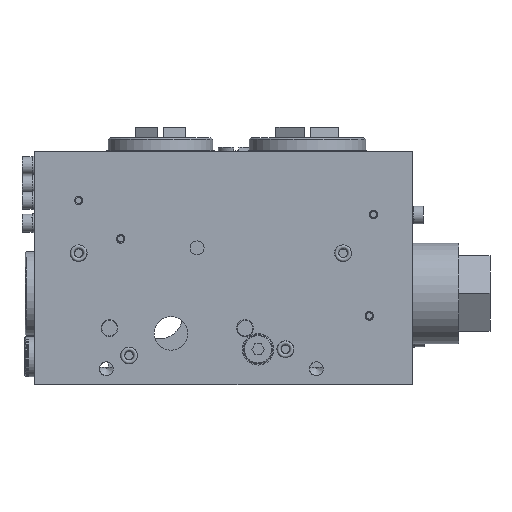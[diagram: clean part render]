
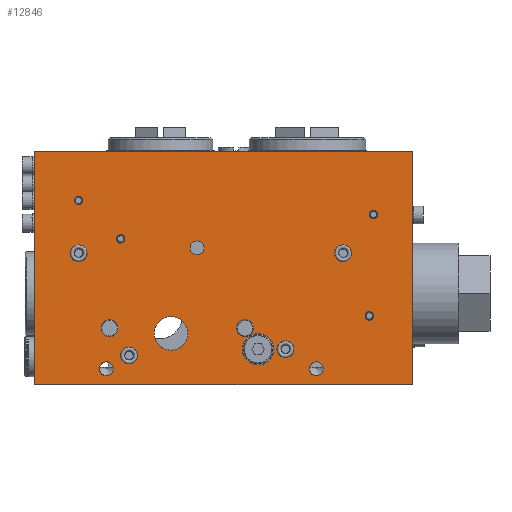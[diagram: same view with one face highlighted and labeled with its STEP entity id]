
A CAD part, front view. The second image highlights one B-rep face of the part: STEP entity #12846.
In plain terms, the highlighted planar face has unit normal (0, -1, 0).
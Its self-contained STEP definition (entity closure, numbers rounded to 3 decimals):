
#400=PLANE('',#13848);
#921=CIRCLE('',#13643,2.);
#923=CIRCLE('',#13646,2.);
#925=CIRCLE('',#13649,2.);
#929=CIRCLE('',#13655,3.324);
#931=CIRCLE('',#13659,3.324);
#933=CIRCLE('',#13663,3.324);
#937=CIRCLE('',#13669,2.);
#939=CIRCLE('',#13672,4.);
#941=CIRCLE('',#13675,4.);
#943=CIRCLE('',#13678,8.);
#945=CIRCLE('',#13681,7.5);
#1059=CIRCLE('',#13849,3.9);
#1060=CIRCLE('',#13850,3.9);
#1061=CIRCLE('',#13851,3.9);
#1062=CIRCLE('',#13852,3.9);
#1820=ORIENTED_EDGE('',*,*,#3993,.T.);
#1821=ORIENTED_EDGE('',*,*,#3994,.T.);
#1822=ORIENTED_EDGE('',*,*,#3772,.T.);
#1823=ORIENTED_EDGE('',*,*,#3770,.T.);
#1824=ORIENTED_EDGE('',*,*,#3768,.T.);
#1825=ORIENTED_EDGE('',*,*,#3766,.T.);
#1826=ORIENTED_EDGE('',*,*,#3764,.F.);
#1827=ORIENTED_EDGE('',*,*,#3995,.T.);
#1828=ORIENTED_EDGE('',*,*,#3760,.T.);
#1829=ORIENTED_EDGE('',*,*,#3755,.T.);
#1830=ORIENTED_EDGE('',*,*,#3750,.T.);
#1831=ORIENTED_EDGE('',*,*,#3996,.T.);
#1832=ORIENTED_EDGE('',*,*,#3746,.T.);
#1833=ORIENTED_EDGE('',*,*,#3744,.T.);
#1834=ORIENTED_EDGE('',*,*,#3742,.T.);
#1835=ORIENTED_EDGE('',*,*,#3975,.T.);
#1836=ORIENTED_EDGE('',*,*,#3944,.T.);
#1837=ORIENTED_EDGE('',*,*,#3906,.T.);
#1838=ORIENTED_EDGE('',*,*,#3978,.T.);
#3742=EDGE_CURVE('',#4859,#4859,#921,.T.);
#3744=EDGE_CURVE('',#4861,#4861,#923,.T.);
#3746=EDGE_CURVE('',#4863,#4863,#925,.T.);
#3750=EDGE_CURVE('',#4867,#4867,#929,.T.);
#3755=EDGE_CURVE('',#4871,#4871,#931,.T.);
#3760=EDGE_CURVE('',#4875,#4875,#933,.T.);
#3764=EDGE_CURVE('',#4879,#4879,#937,.T.);
#3766=EDGE_CURVE('',#4881,#4881,#939,.T.);
#3768=EDGE_CURVE('',#4883,#4883,#941,.T.);
#3770=EDGE_CURVE('',#4885,#4885,#943,.T.);
#3772=EDGE_CURVE('',#4887,#4887,#945,.T.);
#3906=EDGE_CURVE('',#5004,#5005,#5788,.T.);
#3944=EDGE_CURVE('',#5041,#5004,#5816,.T.);
#3975=EDGE_CURVE('',#5067,#5041,#5827,.T.);
#3978=EDGE_CURVE('',#5005,#5067,#5830,.T.);
#3993=EDGE_CURVE('',#5082,#5082,#1059,.T.);
#3994=EDGE_CURVE('',#5083,#5083,#1060,.T.);
#3995=EDGE_CURVE('',#5084,#5084,#1061,.T.);
#3996=EDGE_CURVE('',#5085,#5085,#1062,.T.);
#4859=VERTEX_POINT('',#18214);
#4861=VERTEX_POINT('',#18219);
#4863=VERTEX_POINT('',#18224);
#4867=VERTEX_POINT('',#18234);
#4871=VERTEX_POINT('',#18253);
#4875=VERTEX_POINT('',#18272);
#4879=VERTEX_POINT('',#18282);
#4881=VERTEX_POINT('',#18287);
#4883=VERTEX_POINT('',#18292);
#4885=VERTEX_POINT('',#18297);
#4887=VERTEX_POINT('',#18302);
#5004=VERTEX_POINT('',#18716);
#5005=VERTEX_POINT('',#18717);
#5041=VERTEX_POINT('',#18848);
#5067=VERTEX_POINT('',#18937);
#5082=VERTEX_POINT('',#18973);
#5083=VERTEX_POINT('',#18975);
#5084=VERTEX_POINT('',#18977);
#5085=VERTEX_POINT('',#18979);
#5788=LINE('',#18715,#6280);
#5816=LINE('',#18847,#6308);
#5827=LINE('',#18936,#6319);
#5830=LINE('',#18942,#6322);
#6280=VECTOR('',#15393,1000.);
#6308=VECTOR('',#15429,1000.);
#6319=VECTOR('',#15496,1000.);
#6322=VECTOR('',#15501,1000.);
#6916=EDGE_LOOP('',(#1820));
#6917=EDGE_LOOP('',(#1821));
#6918=EDGE_LOOP('',(#1822));
#6919=EDGE_LOOP('',(#1823));
#6920=EDGE_LOOP('',(#1824));
#6921=EDGE_LOOP('',(#1825));
#6922=EDGE_LOOP('',(#1826));
#6923=EDGE_LOOP('',(#1827));
#6924=EDGE_LOOP('',(#1828));
#6925=EDGE_LOOP('',(#1829));
#6926=EDGE_LOOP('',(#1830));
#6927=EDGE_LOOP('',(#1831));
#6928=EDGE_LOOP('',(#1832));
#6929=EDGE_LOOP('',(#1833));
#6930=EDGE_LOOP('',(#1834));
#6931=EDGE_LOOP('',(#1835,#1836,#1837,#1838));
#8181=FACE_BOUND('',#6916,.T.);
#8182=FACE_BOUND('',#6917,.T.);
#8183=FACE_BOUND('',#6918,.T.);
#8184=FACE_BOUND('',#6919,.T.);
#8185=FACE_BOUND('',#6920,.T.);
#8186=FACE_BOUND('',#6921,.T.);
#8187=FACE_BOUND('',#6922,.T.);
#8188=FACE_BOUND('',#6923,.T.);
#8189=FACE_BOUND('',#6924,.T.);
#8190=FACE_BOUND('',#6925,.T.);
#8191=FACE_BOUND('',#6926,.T.);
#8192=FACE_BOUND('',#6927,.T.);
#8193=FACE_BOUND('',#6928,.T.);
#8194=FACE_BOUND('',#6929,.T.);
#8195=FACE_BOUND('',#6930,.T.);
#8196=FACE_BOUND('',#6931,.T.);
#12846=ADVANCED_FACE('',(#8181,#8182,#8183,#8184,#8185,#8186,#8187,#8188,
#8189,#8190,#8191,#8192,#8193,#8194,#8195,#8196),#400,.T.);
#13643=AXIS2_PLACEMENT_3D('',#18213,#15035,#15036);
#13646=AXIS2_PLACEMENT_3D('',#18218,#15041,#15042);
#13649=AXIS2_PLACEMENT_3D('',#18223,#15047,#15048);
#13655=AXIS2_PLACEMENT_3D('',#18233,#15059,#15060);
#13659=AXIS2_PLACEMENT_3D('',#18252,#15069,#15070);
#13663=AXIS2_PLACEMENT_3D('',#18271,#15079,#15080);
#13669=AXIS2_PLACEMENT_3D('',#18281,#15091,#15092);
#13672=AXIS2_PLACEMENT_3D('',#18286,#15097,#15098);
#13675=AXIS2_PLACEMENT_3D('',#18291,#15103,#15104);
#13678=AXIS2_PLACEMENT_3D('',#18296,#15109,#15110);
#13681=AXIS2_PLACEMENT_3D('',#18301,#15115,#15116);
#13848=AXIS2_PLACEMENT_3D('',#18971,#15531,#15532);
#13849=AXIS2_PLACEMENT_3D('',#18972,#15533,#15534);
#13850=AXIS2_PLACEMENT_3D('',#18974,#15535,#15536);
#13851=AXIS2_PLACEMENT_3D('',#18976,#15537,#15538);
#13852=AXIS2_PLACEMENT_3D('',#18978,#15539,#15540);
#15035=DIRECTION('',(0.,1.,0.));
#15036=DIRECTION('',(0.,0.,-1.));
#15041=DIRECTION('',(0.,1.,0.));
#15042=DIRECTION('',(0.,0.,-1.));
#15047=DIRECTION('',(0.,1.,0.));
#15048=DIRECTION('',(0.,0.,-1.));
#15059=DIRECTION('',(0.,1.,0.));
#15060=DIRECTION('',(0.,0.,-1.));
#15069=DIRECTION('',(0.,1.,0.));
#15070=DIRECTION('',(0.,0.,-1.));
#15079=DIRECTION('',(0.,1.,0.));
#15080=DIRECTION('',(0.,0.,-1.));
#15091=DIRECTION('',(0.,-1.,0.));
#15092=DIRECTION('',(1.,0.,0.));
#15097=DIRECTION('',(0.,1.,0.));
#15098=DIRECTION('',(0.,0.,-1.));
#15103=DIRECTION('',(0.,1.,0.));
#15104=DIRECTION('',(0.,0.,-1.));
#15109=DIRECTION('',(0.,1.,0.));
#15110=DIRECTION('',(0.,0.,-1.));
#15115=DIRECTION('',(0.,1.,0.));
#15116=DIRECTION('',(0.,0.,-1.));
#15393=DIRECTION('',(0.,0.,-1.));
#15429=DIRECTION('',(-1.,0.,0.));
#15496=DIRECTION('',(0.,0.,1.));
#15501=DIRECTION('',(1.,0.,0.));
#15531=DIRECTION('',(0.,-1.,0.));
#15532=DIRECTION('',(0.,0.,-1.));
#15533=DIRECTION('',(0.,1.,0.));
#15534=DIRECTION('',(0.,0.,-1.));
#15535=DIRECTION('',(0.,1.,0.));
#15536=DIRECTION('',(0.,0.,-1.));
#15537=DIRECTION('',(0.,1.,0.));
#15538=DIRECTION('',(0.,0.,-1.));
#15539=DIRECTION('',(0.,1.,0.));
#15540=DIRECTION('',(0.,0.,-1.));
#18213=CARTESIAN_POINT('',(-69.,0.,32.2));
#18214=CARTESIAN_POINT('',(-69.,0.,30.2));
#18218=CARTESIAN_POINT('',(71.5,0.,25.5));
#18219=CARTESIAN_POINT('',(71.5,0.,23.5));
#18223=CARTESIAN_POINT('',(-49.,0.,13.9));
#18224=CARTESIAN_POINT('',(-49.,0.,11.9));
#18233=CARTESIAN_POINT('',(-55.8,0.,-48.));
#18234=CARTESIAN_POINT('',(-55.8,0.,-51.324));
#18252=CARTESIAN_POINT('',(44.3,0.,-48.));
#18253=CARTESIAN_POINT('',(44.3,0.,-51.324));
#18271=CARTESIAN_POINT('',(-12.6,0.,9.6));
#18272=CARTESIAN_POINT('',(-12.6,0.,6.277));
#18281=CARTESIAN_POINT('',(69.5,0.,-22.8));
#18282=CARTESIAN_POINT('',(71.5,0.,-22.8));
#18286=CARTESIAN_POINT('',(-54.3,0.,-28.65));
#18287=CARTESIAN_POINT('',(-54.3,0.,-32.65));
#18291=CARTESIAN_POINT('',(10.3,0.,-28.65));
#18292=CARTESIAN_POINT('',(10.3,0.,-32.65));
#18296=CARTESIAN_POINT('',(-25.,0.,-31.15));
#18297=CARTESIAN_POINT('',(-25.,0.,-39.15));
#18301=CARTESIAN_POINT('',(16.5,0.,-38.7));
#18302=CARTESIAN_POINT('',(16.5,0.,-46.2));
#18715=CARTESIAN_POINT('',(-90.,0.,55.5));
#18716=CARTESIAN_POINT('',(-90.,0.,55.5));
#18717=CARTESIAN_POINT('',(-90.,0.,-55.5));
#18847=CARTESIAN_POINT('',(90.,0.,55.5));
#18848=CARTESIAN_POINT('',(90.,0.,55.5));
#18936=CARTESIAN_POINT('',(90.,0.,-55.5));
#18937=CARTESIAN_POINT('',(90.,0.,-55.5));
#18942=CARTESIAN_POINT('',(-90.,0.,-55.5));
#18971=CARTESIAN_POINT('',(0.,0.,0.));
#18972=CARTESIAN_POINT('',(-45.,0.,-41.7));
#18973=CARTESIAN_POINT('',(-45.,0.,-45.6));
#18974=CARTESIAN_POINT('',(29.5,0.,-38.7));
#18975=CARTESIAN_POINT('',(29.5,0.,-42.6));
#18976=CARTESIAN_POINT('',(57.,0.,7.1));
#18977=CARTESIAN_POINT('',(57.,0.,3.2));
#18978=CARTESIAN_POINT('',(-69.,0.,7.1));
#18979=CARTESIAN_POINT('',(-69.,0.,3.2));
